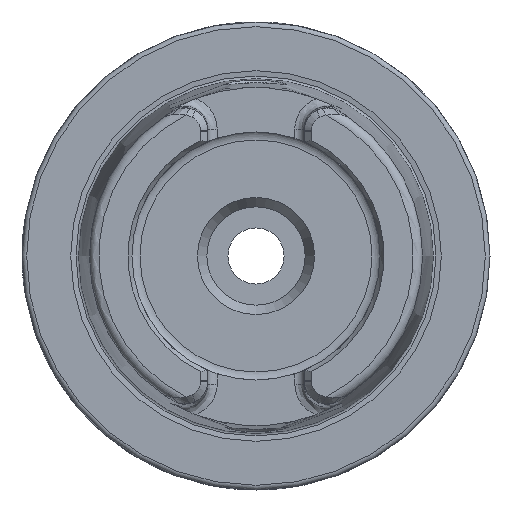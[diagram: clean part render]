
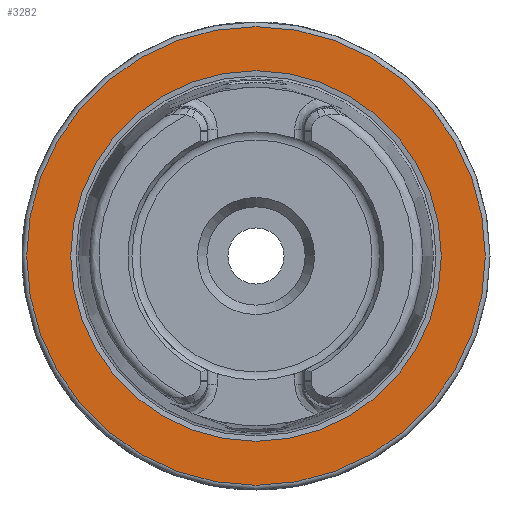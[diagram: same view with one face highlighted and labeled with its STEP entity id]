
A CAD part, left-side view. The second image highlights one B-rep face of the part: STEP entity #3282.
In plain terms, the highlighted planar face has unit normal (-1, 0, 0).
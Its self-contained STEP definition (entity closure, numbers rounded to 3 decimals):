
#101=FACE_BOUND('',#566,.T.);
#156=PLANE('',#3593);
#379=FACE_OUTER_BOUND('',#565,.T.);
#565=EDGE_LOOP('',(#3066,#3067));
#566=EDGE_LOOP('',(#3068,#3069));
#1076=CIRCLE('',#3591,39.587);
#1077=CIRCLE('',#3592,39.587);
#1078=CIRCLE('',#3594,49.);
#1079=CIRCLE('',#3595,49.);
#1563=VERTEX_POINT('',#8957);
#1564=VERTEX_POINT('',#8959);
#1565=VERTEX_POINT('',#8963);
#1566=VERTEX_POINT('',#8964);
#2068=EDGE_CURVE('',#1564,#1563,#1076,.T.);
#2069=EDGE_CURVE('',#1563,#1564,#1077,.T.);
#2070=EDGE_CURVE('',#1565,#1566,#1078,.T.);
#2071=EDGE_CURVE('',#1566,#1565,#1079,.T.);
#3066=ORIENTED_EDGE('',*,*,#2070,.F.);
#3067=ORIENTED_EDGE('',*,*,#2071,.F.);
#3068=ORIENTED_EDGE('',*,*,#2068,.T.);
#3069=ORIENTED_EDGE('',*,*,#2069,.T.);
#3282=ADVANCED_FACE('',(#379,#101),#156,.T.);
#3591=AXIS2_PLACEMENT_3D('',#8960,#4346,#4347);
#3592=AXIS2_PLACEMENT_3D('',#8961,#4348,#4349);
#3593=AXIS2_PLACEMENT_3D('',#8962,#4350,#4351);
#3594=AXIS2_PLACEMENT_3D('',#8965,#4352,#4353);
#3595=AXIS2_PLACEMENT_3D('',#8966,#4354,#4355);
#4346=DIRECTION('center_axis',(1.,0.,0.));
#4347=DIRECTION('ref_axis',(0.,0.,-1.));
#4348=DIRECTION('center_axis',(1.,0.,0.));
#4349=DIRECTION('ref_axis',(0.,0.,-1.));
#4350=DIRECTION('center_axis',(-1.,0.,0.));
#4351=DIRECTION('ref_axis',(0.,0.,1.));
#4352=DIRECTION('center_axis',(1.,0.,0.));
#4353=DIRECTION('ref_axis',(0.,0.,-1.));
#4354=DIRECTION('center_axis',(1.,0.,0.));
#4355=DIRECTION('ref_axis',(0.,0.,-1.));
#8957=CARTESIAN_POINT('',(0.,-39.587,0.));
#8959=CARTESIAN_POINT('',(0.,39.587,0.));
#8960=CARTESIAN_POINT('Origin',(0.,0.,0.));
#8961=CARTESIAN_POINT('Origin',(0.,0.,0.));
#8962=CARTESIAN_POINT('Origin',(0.,49.,
0.));
#8963=CARTESIAN_POINT('',(0.,49.,0.));
#8964=CARTESIAN_POINT('',(0.,0.,49.));
#8965=CARTESIAN_POINT('Origin',(0.,0.,0.));
#8966=CARTESIAN_POINT('Origin',(0.,0.,0.));
